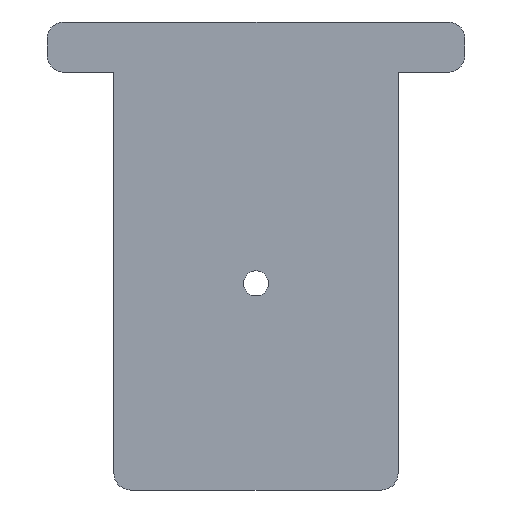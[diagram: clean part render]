
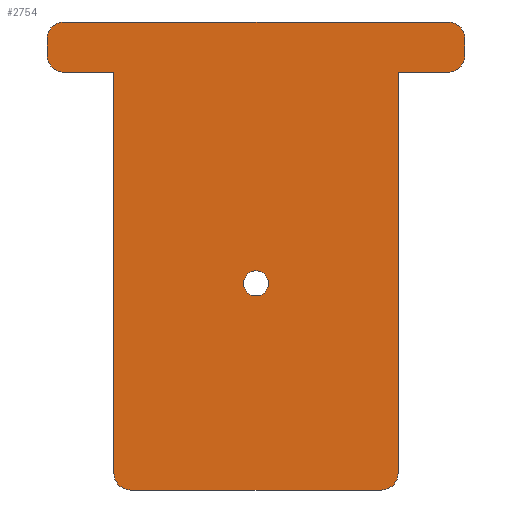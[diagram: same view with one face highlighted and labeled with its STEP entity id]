
A CAD part, front view. The second image highlights one B-rep face of the part: STEP entity #2754.
In plain terms, the highlighted planar face has unit normal (0, -1, 0).
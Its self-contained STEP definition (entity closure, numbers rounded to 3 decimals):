
#234=FACE_BOUND('',#612,.T.);
#305=PLANE('',#2866);
#452=FACE_OUTER_BOUND('',#611,.T.);
#611=EDGE_LOOP('',(#2586,#2587,#2588,#2589,#2590,#2591,#2592,#2593,#2594,
#2595,#2596,#2597,#2598,#2599));
#612=EDGE_LOOP('',(#2600));
#671=LINE('',#3724,#921);
#676=LINE('',#3738,#926);
#682=LINE('',#3753,#932);
#684=LINE('',#3759,#934);
#857=LINE('',#5006,#1107);
#860=LINE('',#5011,#1110);
#861=LINE('',#5013,#1111);
#862=LINE('',#5015,#1112);
#921=VECTOR('',#2949,10.);
#926=VECTOR('',#2964,10.);
#932=VECTOR('',#2980,10.);
#934=VECTOR('',#2988,10.);
#1107=VECTOR('',#3287,10.);
#1110=VECTOR('',#3292,10.);
#1111=VECTOR('',#3295,10.);
#1112=VECTOR('',#3298,10.);
#1114=CIRCLE('',#2777,2.);
#1121=CIRCLE('',#2787,2.);
#1122=CIRCLE('',#2789,2.);
#1123=CIRCLE('',#2792,2.);
#1124=CIRCLE('',#2794,2.);
#1125=CIRCLE('',#2797,2.);
#1126=CIRCLE('',#2860,1.5);
#1129=VERTEX_POINT('',#3308);
#1130=VERTEX_POINT('',#3310);
#1249=VERTEX_POINT('',#3723);
#1250=VERTEX_POINT('',#3727);
#1251=VERTEX_POINT('',#3731);
#1252=VERTEX_POINT('',#3733);
#1253=VERTEX_POINT('',#3737);
#1254=VERTEX_POINT('',#3741);
#1255=VERTEX_POINT('',#3745);
#1256=VERTEX_POINT('',#3747);
#1257=VERTEX_POINT('',#3751);
#1258=VERTEX_POINT('',#3755);
#1392=VERTEX_POINT('',#5001);
#1393=VERTEX_POINT('',#5005);
#1394=VERTEX_POINT('',#5009);
#1397=EDGE_CURVE('',#1129,#1130,#1114,.T.);
#1518=EDGE_CURVE('',#1249,#1130,#671,.T.);
#1520=EDGE_CURVE('',#1249,#1250,#1121,.T.);
#1523=EDGE_CURVE('',#1251,#1252,#1122,.T.);
#1525=EDGE_CURVE('',#1252,#1253,#676,.T.);
#1527=EDGE_CURVE('',#1253,#1254,#1123,.T.);
#1530=EDGE_CURVE('',#1255,#1256,#1124,.T.);
#1533=EDGE_CURVE('',#1257,#1255,#682,.T.);
#1535=EDGE_CURVE('',#1258,#1257,#1125,.T.);
#1536=EDGE_CURVE('',#1254,#1258,#684,.T.);
#1790=EDGE_CURVE('',#1392,#1392,#1126,.T.);
#1791=EDGE_CURVE('',#1393,#1250,#857,.T.);
#1794=EDGE_CURVE('',#1129,#1394,#860,.T.);
#1795=EDGE_CURVE('',#1256,#1394,#861,.T.);
#1796=EDGE_CURVE('',#1393,#1251,#862,.T.);
#2586=ORIENTED_EDGE('',*,*,#1397,.F.);
#2587=ORIENTED_EDGE('',*,*,#1794,.T.);
#2588=ORIENTED_EDGE('',*,*,#1795,.F.);
#2589=ORIENTED_EDGE('',*,*,#1530,.F.);
#2590=ORIENTED_EDGE('',*,*,#1533,.F.);
#2591=ORIENTED_EDGE('',*,*,#1535,.F.);
#2592=ORIENTED_EDGE('',*,*,#1536,.F.);
#2593=ORIENTED_EDGE('',*,*,#1527,.F.);
#2594=ORIENTED_EDGE('',*,*,#1525,.F.);
#2595=ORIENTED_EDGE('',*,*,#1523,.F.);
#2596=ORIENTED_EDGE('',*,*,#1796,.F.);
#2597=ORIENTED_EDGE('',*,*,#1791,.T.);
#2598=ORIENTED_EDGE('',*,*,#1520,.F.);
#2599=ORIENTED_EDGE('',*,*,#1518,.T.);
#2600=ORIENTED_EDGE('',*,*,#1790,.T.);
#2754=ADVANCED_FACE('',(#452,#234),#305,.F.);
#2777=AXIS2_PLACEMENT_3D('',#3311,#2874,#2875);
#2787=AXIS2_PLACEMENT_3D('',#3728,#2953,#2954);
#2789=AXIS2_PLACEMENT_3D('',#3734,#2959,#2960);
#2792=AXIS2_PLACEMENT_3D('',#3742,#2968,#2969);
#2794=AXIS2_PLACEMENT_3D('',#3748,#2974,#2975);
#2797=AXIS2_PLACEMENT_3D('',#3757,#2984,#2985);
#2860=AXIS2_PLACEMENT_3D('',#5003,#3283,#3284);
#2866=AXIS2_PLACEMENT_3D('',#5017,#3301,#3302);
#2874=DIRECTION('center_axis',(0.,1.,0.));
#2875=DIRECTION('ref_axis',(0.707,0.,-0.707));
#2949=DIRECTION('',(1.,0.,0.));
#2953=DIRECTION('center_axis',(0.,1.,0.));
#2954=DIRECTION('ref_axis',(-0.707,0.,-0.707));
#2959=DIRECTION('center_axis',(0.,1.,0.));
#2960=DIRECTION('ref_axis',(-0.707,0.,-0.707));
#2964=DIRECTION('',(0.,0.,1.));
#2968=DIRECTION('center_axis',(0.,1.,0.));
#2969=DIRECTION('ref_axis',(-0.707,0.,0.707));
#2974=DIRECTION('center_axis',(0.,1.,0.));
#2975=DIRECTION('ref_axis',(0.707,0.,-0.707));
#2980=DIRECTION('',(0.,0.,-1.));
#2984=DIRECTION('center_axis',(0.,1.,0.));
#2985=DIRECTION('ref_axis',(0.707,0.,0.707));
#2988=DIRECTION('',(1.,0.,0.));
#3283=DIRECTION('center_axis',(0.,1.,0.));
#3284=DIRECTION('ref_axis',(1.,0.,0.));
#3287=DIRECTION('',(0.,0.,-1.));
#3292=DIRECTION('',(0.,0.,1.));
#3295=DIRECTION('',(-1.,0.,0.));
#3298=DIRECTION('',(-1.,0.,0.));
#3301=DIRECTION('center_axis',(0.,1.,0.));
#3302=DIRECTION('ref_axis',(0.,0.,1.));
#3308=CARTESIAN_POINT('',(17.,0.,-23.));
#3310=CARTESIAN_POINT('',(15.,0.,-25.));
#3311=CARTESIAN_POINT('Origin',(15.,0.,-23.));
#3723=CARTESIAN_POINT('',(-15.,0.,-25.));
#3724=CARTESIAN_POINT('',(-17.,0.,-25.));
#3727=CARTESIAN_POINT('',(-17.,0.,-23.));
#3728=CARTESIAN_POINT('Origin',(-15.,0.,-23.));
#3731=CARTESIAN_POINT('',(-23.,0.,25.));
#3733=CARTESIAN_POINT('',(-25.,0.,27.));
#3734=CARTESIAN_POINT('Origin',(-23.,0.,27.));
#3737=CARTESIAN_POINT('',(-25.,0.,29.));
#3738=CARTESIAN_POINT('',(-25.,0.,25.));
#3741=CARTESIAN_POINT('',(-23.,0.,31.));
#3742=CARTESIAN_POINT('Origin',(-23.,0.,29.));
#3745=CARTESIAN_POINT('',(25.,0.,27.));
#3747=CARTESIAN_POINT('',(23.,0.,25.));
#3748=CARTESIAN_POINT('Origin',(23.,0.,27.));
#3751=CARTESIAN_POINT('',(25.,0.,29.));
#3753=CARTESIAN_POINT('',(25.,0.,31.));
#3755=CARTESIAN_POINT('',(23.,0.,31.));
#3757=CARTESIAN_POINT('Origin',(23.,0.,29.));
#3759=CARTESIAN_POINT('',(-25.,0.,31.));
#5001=CARTESIAN_POINT('',(-1.5,0.,-0.278));
#5003=CARTESIAN_POINT('Origin',(0.,0.,-0.278));
#5005=CARTESIAN_POINT('',(-17.,0.,25.));
#5006=CARTESIAN_POINT('',(-17.,0.,25.));
#5009=CARTESIAN_POINT('',(17.,0.,25.));
#5011=CARTESIAN_POINT('',(17.,0.,-25.));
#5013=CARTESIAN_POINT('',(25.,0.,25.));
#5015=CARTESIAN_POINT('',(25.,0.,25.));
#5017=CARTESIAN_POINT('Origin',(0.,0.,28.));
